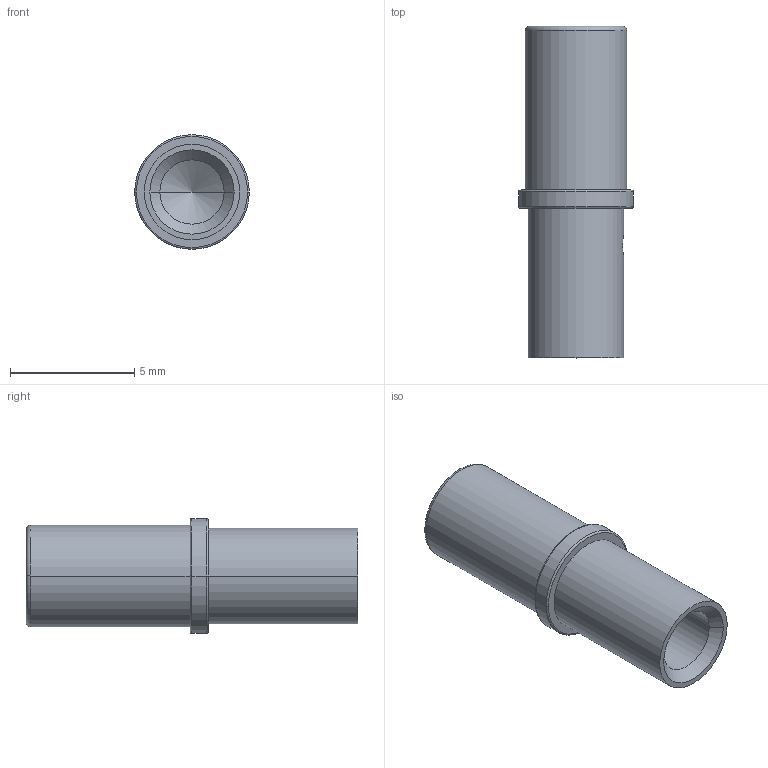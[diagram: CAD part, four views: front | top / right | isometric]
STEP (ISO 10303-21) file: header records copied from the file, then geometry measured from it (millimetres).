
FILE_DESCRIPTION((''),'2;1');
FILE_NAME('001704_400_02','2020-01-31T',('presta_be4'),(''),'CREO PARAMETRIC BY PTC INC, 2018360','CREO PARAMETRIC BY PTC INC, 2018360','');
FILE_SCHEMA(('CONFIG_CONTROL_DESIGN'));
Length unit declared in the file: millimetre
Products named in the file (1): 001704_400_02
Bounding box: 4.62 x 13.36 x 4.62 mm (x, y, z)
Volume: 113.2 mm3; surface area: 283.5 mm2
Topology: 1 solids, 1 shells, 28 faces, 62 edges, 34 vertices
Faces by surface type: cylinder 12, torus 6, cone 6, plane 4
Entity records: 842 total; most frequent: CARTESIAN_POINT 184, DIRECTION 144, ORIENTED_EDGE 116, AXIS2_PLACEMENT_3D 62, EDGE_CURVE 58, VERTEX_POINT 34, CIRCLE 34, EDGE_LOOP 32
